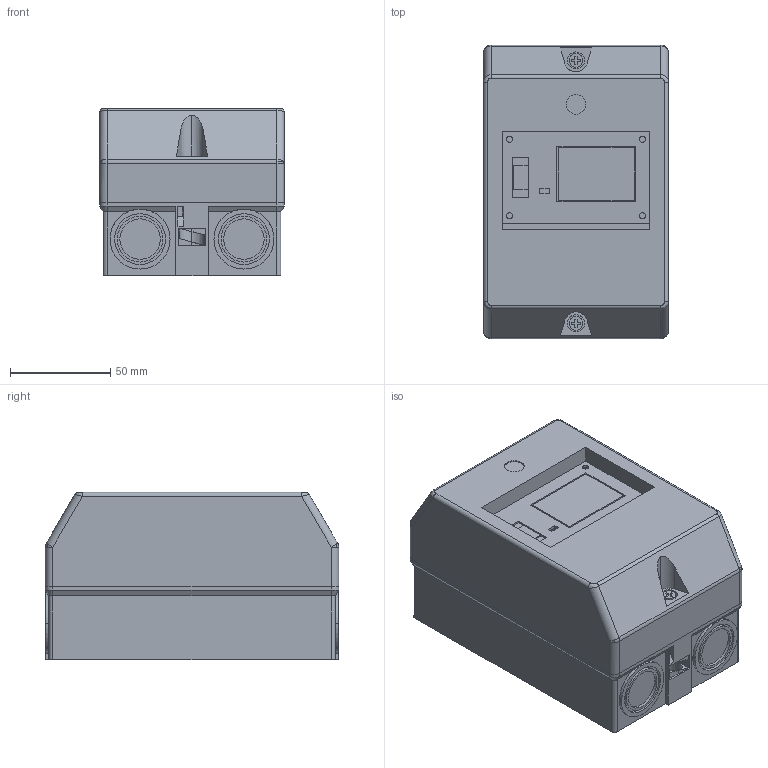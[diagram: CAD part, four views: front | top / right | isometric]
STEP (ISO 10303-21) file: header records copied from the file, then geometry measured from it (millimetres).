
FILE_DESCRIPTION (( 'STEP AP203' ), '1' );
FILE_NAME ('GV2MC01.step', '2023-08-31T20:00:01', ( '' ), ( '' ), 'SwSTEP 2.0', 'SolidWorks 2021', '' );
FILE_SCHEMA (( 'CONFIG_CONTROL_DESIGN' ));
Length unit declared in the file: inch
Products named in the file (1): GV2MC01
Bounding box: 92.2 x 146.3 x 83.35 mm (x, y, z)
Volume: 246713 mm3; surface area: 132138.7 mm2
Topology: 4 solids, 4 shells, 283 faces, 710 edges, 455 vertices
Faces by surface type: plane 173, cylinder 94, bspline 12, cone 4
Entity records: 8934 total; most frequent: CARTESIAN_POINT 2003, DIRECTION 1425, ORIENTED_EDGE 1404, EDGE_CURVE 702, LINE 475, AXIS2_PLACEMENT_3D 475, VECTOR 475, VERTEX_POINT 455
